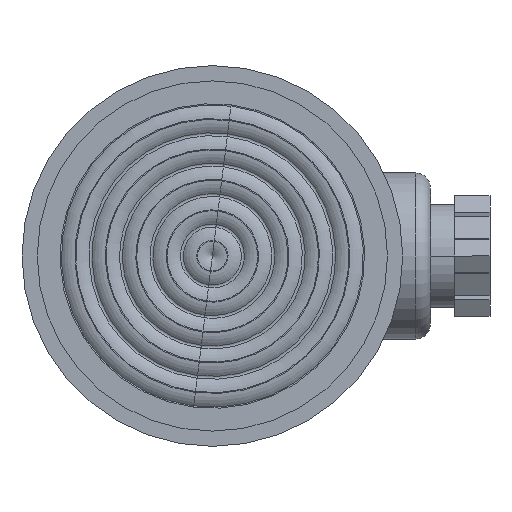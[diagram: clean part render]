
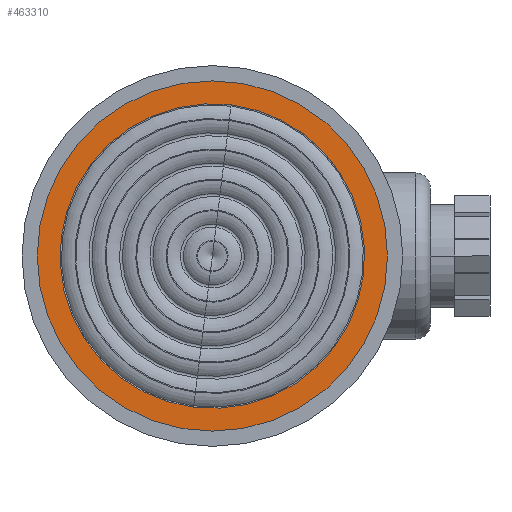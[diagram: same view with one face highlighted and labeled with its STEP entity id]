
A CAD part, left-side view. The second image highlights one B-rep face of the part: STEP entity #463310.
In plain terms, the highlighted planar face has unit normal (-1, 0, 0).
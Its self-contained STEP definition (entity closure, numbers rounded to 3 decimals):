
#462830=CARTESIAN_POINT('',(-30.45,13.3,-125.));
#462840=VERTEX_POINT('',#462830);
#462870=CARTESIAN_POINT('',(-30.45,36.3,-125.));
#462880=DIRECTION('',(-1.,-0.,0.));
#462890=DIRECTION('',(0.,-1.,0.));
#462900=AXIS2_PLACEMENT_3D('',#462870,#462880,#462890);
#462910=CIRCLE('',#462900,23.);
#462920=CARTESIAN_POINT('',(-30.45,59.3,-125.));
#462930=VERTEX_POINT('',#462920);
#462940=EDGE_CURVE('',#462840,#462930,#462910,.T.);
#463060=CARTESIAN_POINT('',(-30.45,36.3,-125.));
#463070=DIRECTION('',(-1.,0.,0.));
#463080=DIRECTION('',(0.,1.,0.));
#463090=AXIS2_PLACEMENT_3D('',#463060,#463070,#463080);
#463100=PLANE('',#463090);
#463110=EDGE_CURVE('',#462930,#462840,#462910,.T.);
#463120=ORIENTED_EDGE('',*,*,#463110,.T.);
#463130=ORIENTED_EDGE('',*,*,#462940,.T.);
#463140=EDGE_LOOP('',(#463130,#463120));
#463150=FACE_OUTER_BOUND('',#463140,.T.);
#463160=CARTESIAN_POINT('',(-30.45,36.3,-125.));
#463170=DIRECTION('',(1.,0.,0.));
#463180=DIRECTION('',(0.,-0.123,0.992));
#463190=AXIS2_PLACEMENT_3D('',#463160,#463170,#463180);
#463200=CIRCLE('',#463190,20.);
#463210=CARTESIAN_POINT('',(-30.45,38.766,-144.847));
#463220=VERTEX_POINT('',#463210);
#463230=CARTESIAN_POINT('',(-30.45,33.834,-105.153));
#463240=VERTEX_POINT('',#463230);
#463250=EDGE_CURVE('',#463220,#463240,#463200,.T.);
#463260=ORIENTED_EDGE('',*,*,#463250,.T.);
#463270=EDGE_CURVE('',#463240,#463220,#463200,.T.);
#463280=ORIENTED_EDGE('',*,*,#463270,.T.);
#463290=EDGE_LOOP('',(#463280,#463260));
#463300=FACE_BOUND('',#463290,.T.);
#463310=ADVANCED_FACE('',(#463150,#463300),#463100,.T.);
